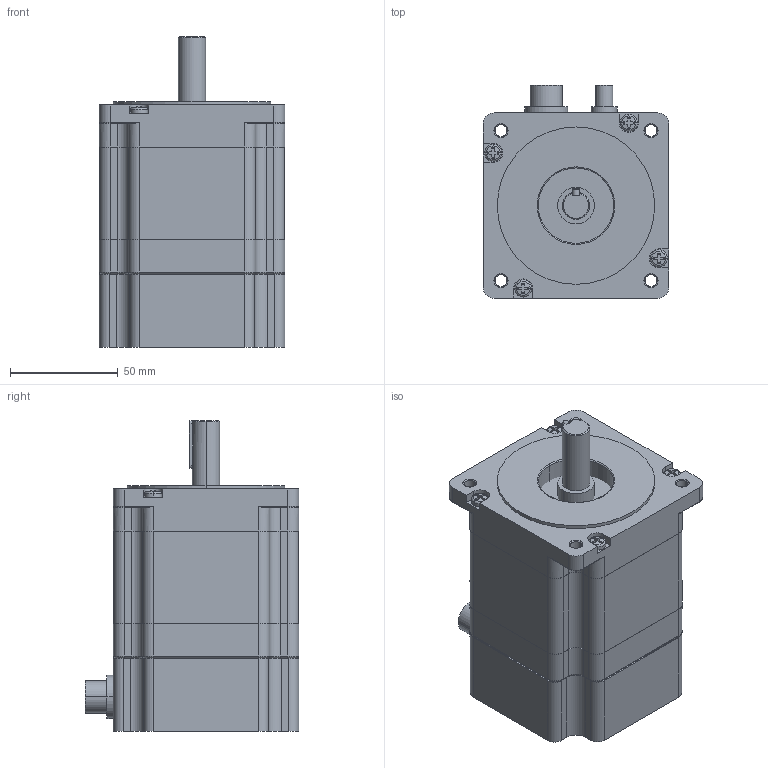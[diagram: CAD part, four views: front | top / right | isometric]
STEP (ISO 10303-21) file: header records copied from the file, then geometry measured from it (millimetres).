
FILE_DESCRIPTION((''),'2;1');
FILE_NAME('MTEN-0127_ASM','2017-04-14T',('Matteo Maccalli'),(''),'PRO/ENGINEER BY PARAMETRIC TECHNOLOGY CORPORATION, 2006320','PRO/ENGINEER BY PARAMETRIC TECHNOLOGY CORPORATION, 2006320','');
FILE_SCHEMA(('AUTOMOTIVE_DESIGN_CC2 { 1 2 10303 214 -1 1 5 2 }'));
Length unit declared in the file: millimetre
Products named in the file (10): FRONT_FLANGE_34HE_FIXFL8E5; STATOR_STACK_34HE31_H43; REAR_FLANGE_MT34HE_SOLO_TERRA; ALB_ANT_D12E7_L31E75_KEY3E175_O; KEY_3E175X3E175X22E23; CUSCINETTO_40X12; TCC_M4X10; CULATTA_2CONNETTORI; MT34HE31060B4LC_ASM; MTEN-0127_ASM
Assembly tree (16 placements, depth 3):
  MTEN-0127_ASM
    MT34HE31060B4LC_ASM
      FRONT_FLANGE_34HE_FIXFL8E5
      STATOR_STACK_34HE31_H43
      REAR_FLANGE_MT34HE_SOLO_TERRA
      ALB_ANT_D12E7_L31E75_KEY3E175_O
      KEY_3E175X3E175X22E23
      CUSCINETTO_40X12
      TCC_M4X10  x8
      CULATTA_2CONNETTORI
Bounding box: 86 x 99 x 144.25 mm (x, y, z)
Volume: 525166.6 mm3; surface area: 138424.5 mm2
Topology: 15 solids, 16 shells, 772 faces, 2045 edges, 1324 vertices
Faces by surface type: plane 345, cylinder 326, torus 66, cone 19, sphere 16
Entity records: 24017 total; most frequent: DIRECTION 3508, CARTESIAN_POINT 3353, ORIENTED_EDGE 3190, PRESENTATION_STYLE_ASSIGNMENT 1606, STYLED_ITEM 1606, CURVE_STYLE 1597, EDGE_CURVE 1597, AXIS2_PLACEMENT_3D 1295
